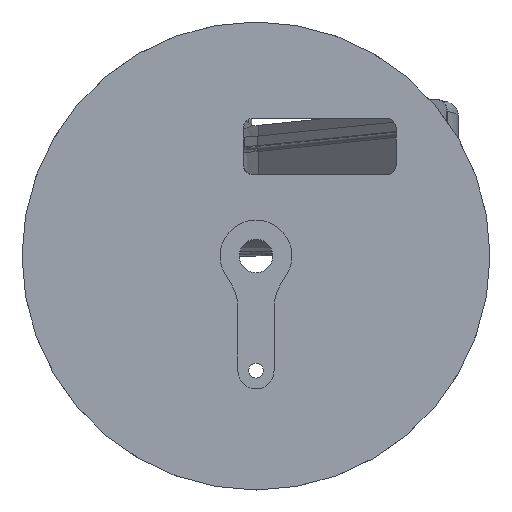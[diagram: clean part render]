
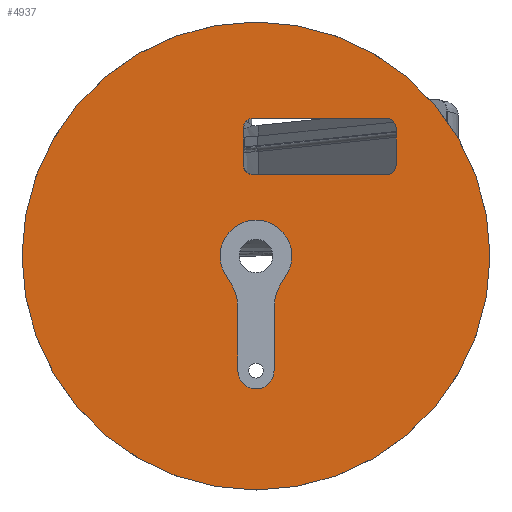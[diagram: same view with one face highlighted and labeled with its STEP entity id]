
A CAD part, front view. The second image highlights one B-rep face of the part: STEP entity #4937.
In plain terms, the highlighted planar face has unit normal (0, -1, 0).
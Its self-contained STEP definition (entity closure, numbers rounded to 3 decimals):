
#291=CARTESIAN_POINT('',(40.779,93.108,92.88));
#292=DIRECTION('',(0.,-1.,0.));
#293=DIRECTION('',(-1.,0.,-0.001));
#294=AXIS2_PLACEMENT_3D('',#291,#292,#293);
#299=CARTESIAN_POINT('',(40.779,93.108,92.88));
#300=DIRECTION('',(0.,-1.,0.));
#301=DIRECTION('',(1.,0.,0.001));
#302=AXIS2_PLACEMENT_3D('',#299,#300,#301);
#307=CARTESIAN_POINT('',(40.115,93.108,119.704));
#308=DIRECTION('',(0.,1.,0.));
#309=DIRECTION('',(-1.,0.,0.));
#310=AXIS2_PLACEMENT_3D('',#307,#308,#309);
#315=CARTESIAN_POINT('',(40.115,93.108,111.886));
#316=DIRECTION('',(0.,1.,0.));
#317=DIRECTION('',(0.,0.,-1.));
#318=AXIS2_PLACEMENT_3D('',#315,#316,#317);
#323=CARTESIAN_POINT('',(68.115,93.108,111.886));
#324=DIRECTION('',(0.,1.,0.));
#325=DIRECTION('',(1.,0.,0.));
#326=AXIS2_PLACEMENT_3D('',#323,#324,#325);
#331=CARTESIAN_POINT('',(68.115,93.108,119.704));
#332=DIRECTION('',(0.,1.,0.));
#333=DIRECTION('',(0.,0.,1.));
#334=AXIS2_PLACEMENT_3D('',#331,#332,#333);
#339=CARTESIAN_POINT('',(40.779,93.108,92.88));
#340=DIRECTION('',(0.,-1.,0.));
#341=DIRECTION('',(0.798,0.,-0.603));
#342=AXIS2_PLACEMENT_3D('',#339,#340,#341);
#347=CARTESIAN_POINT('',(26.003,93.108,81.706));
#348=DIRECTION('',(0.,-1.,0.));
#349=DIRECTION('',(1.,0.,0.));
#350=AXIS2_PLACEMENT_3D('',#347,#348,#349);
#355=DIRECTION('',(0.,0.,-1.));
#356=VECTOR('',#355,12.952);
#357=CARTESIAN_POINT('',(37.003,93.108,81.706));
#358=LINE('',#357,#356);
#362=CARTESIAN_POINT('',(40.703,93.108,68.755));
#363=DIRECTION('',(0.,-1.,0.));
#364=DIRECTION('',(-1.,0.,0.));
#365=AXIS2_PLACEMENT_3D('',#362,#363,#364);
#370=DIRECTION('',(1.,0.,0.));
#371=VECTOR('',#370,0.08);
#372=CARTESIAN_POINT('',(40.703,93.108,65.055));
#373=LINE('',#372,#371);
#377=CARTESIAN_POINT('',(40.783,93.108,68.825));
#378=DIRECTION('',(0.,-1.,0.));
#379=DIRECTION('',(0.,0.,-1.));
#380=AXIS2_PLACEMENT_3D('',#377,#378,#379);
#385=DIRECTION('',(0.,0.,1.));
#386=VECTOR('',#385,12.879);
#387=CARTESIAN_POINT('',(44.553,93.108,68.825));
#388=LINE('',#387,#386);
#392=CARTESIAN_POINT('',(55.553,93.108,81.703));
#393=DIRECTION('',(0.,-1.,0.));
#394=DIRECTION('',(-0.798,0.,0.603));
#395=AXIS2_PLACEMENT_3D('',#392,#393,#394);
#400=DIRECTION('',(-1.,0.,0.));
#401=VECTOR('',#400,28.);
#402=CARTESIAN_POINT('',(68.115,93.108,121.704));
#403=LINE('',#402,#401);
#620=DIRECTION('',(0.,0.,1.));
#621=VECTOR('',#620,7.817);
#622=CARTESIAN_POINT('',(70.115,93.108,111.886));
#623=LINE('',#622,#621);
#688=DIRECTION('',(1.,0.,0.));
#689=VECTOR('',#688,28.);
#690=CARTESIAN_POINT('',(40.115,93.108,109.886));
#691=LINE('',#690,#689);
#768=DIRECTION('',(0.,0.,-1.));
#769=VECTOR('',#768,7.817);
#770=CARTESIAN_POINT('',(38.115,93.108,119.704));
#771=LINE('',#770,#769);
#4357=CARTESIAN_POINT('',(40.115,93.108,121.704));
#4358=VERTEX_POINT('',#4357);
#4359=CARTESIAN_POINT('',(38.115,93.108,119.704));
#4360=VERTEX_POINT('',#4359);
#4363=CARTESIAN_POINT('',(38.115,93.108,111.886));
#4364=VERTEX_POINT('',#4363);
#4369=CARTESIAN_POINT('',(40.115,93.108,109.886));
#4370=VERTEX_POINT('',#4369);
#4376=CARTESIAN_POINT('',(68.115,93.108,121.704));
#4377=VERTEX_POINT('',#4376);
#4378=CARTESIAN_POINT('',(68.115,93.108,109.886));
#4379=VERTEX_POINT('',#4378);
#4389=CARTESIAN_POINT('',(70.115,93.108,119.704));
#4390=VERTEX_POINT('',#4389);
#4391=CARTESIAN_POINT('',(70.115,93.108,111.886));
#4392=VERTEX_POINT('',#4391);
#4622=CARTESIAN_POINT('',(-8.221,93.108,92.855));
#4623=CARTESIAN_POINT('',(89.779,93.108,92.904));
#4624=VERTEX_POINT('',#4622);
#4625=VERTEX_POINT('',#4623);
#4684=CARTESIAN_POINT('',(46.781,93.108,88.34));
#4685=CARTESIAN_POINT('',(34.777,93.108,88.341));
#4686=VERTEX_POINT('',#4684);
#4687=VERTEX_POINT('',#4685);
#4688=CARTESIAN_POINT('',(37.003,93.108,81.706));
#4689=CARTESIAN_POINT('',(37.003,93.108,68.755));
#4690=VERTEX_POINT('',#4688);
#4691=VERTEX_POINT('',#4689);
#4692=CARTESIAN_POINT('',(40.703,93.108,65.055));
#4693=CARTESIAN_POINT('',(40.783,93.108,65.055));
#4694=VERTEX_POINT('',#4692);
#4695=VERTEX_POINT('',#4693);
#4696=CARTESIAN_POINT('',(44.553,93.108,68.825));
#4697=CARTESIAN_POINT('',(44.553,93.108,81.703));
#4698=VERTEX_POINT('',#4696);
#4699=VERTEX_POINT('',#4697);
#4892=CARTESIAN_POINT('',(40.779,93.108,92.88));
#4893=DIRECTION('',(0.,1.,0.));
#4894=DIRECTION('',(1.,0.,0.001));
#4895=AXIS2_PLACEMENT_3D('',#4892,#4893,#4894);
#4896=PLANE('',#4895);
#4897=ORIENTED_EDGE('',*,*,#4886,.F.);
#4898=ORIENTED_EDGE('',*,*,#4868,.F.);
#4899=EDGE_LOOP('',(#4897,#4898));
#4900=FACE_OUTER_BOUND('',#4899,.F.);
#4902=ORIENTED_EDGE('',*,*,#4901,.T.);
#4904=ORIENTED_EDGE('',*,*,#4903,.F.);
#4906=ORIENTED_EDGE('',*,*,#4905,.T.);
#4908=ORIENTED_EDGE('',*,*,#4907,.F.);
#4910=ORIENTED_EDGE('',*,*,#4909,.T.);
#4912=ORIENTED_EDGE('',*,*,#4911,.F.);
#4914=ORIENTED_EDGE('',*,*,#4913,.T.);
#4916=ORIENTED_EDGE('',*,*,#4915,.F.);
#4917=EDGE_LOOP('',(#4902,#4904,#4906,#4908,#4910,#4912,#4914,#4916));
#4918=FACE_BOUND('',#4917,.F.);
#4920=ORIENTED_EDGE('',*,*,#4919,.T.);
#4922=ORIENTED_EDGE('',*,*,#4921,.F.);
#4924=ORIENTED_EDGE('',*,*,#4923,.T.);
#4926=ORIENTED_EDGE('',*,*,#4925,.T.);
#4928=ORIENTED_EDGE('',*,*,#4927,.T.);
#4930=ORIENTED_EDGE('',*,*,#4929,.T.);
#4932=ORIENTED_EDGE('',*,*,#4931,.T.);
#4934=ORIENTED_EDGE('',*,*,#4933,.F.);
#4935=EDGE_LOOP('',(#4920,#4922,#4924,#4926,#4928,#4930,#4932,#4934));
#4936=FACE_BOUND('',#4935,.F.);
#295=CIRCLE('',#294,49.);
#303=CIRCLE('',#302,49.);
#311=CIRCLE('',#310,2.);
#319=CIRCLE('',#318,2.);
#327=CIRCLE('',#326,2.);
#335=CIRCLE('',#334,2.);
#343=CIRCLE('',#342,7.525);
#351=CIRCLE('',#350,11.);
#366=CIRCLE('',#365,3.7);
#381=CIRCLE('',#380,3.77);
#396=CIRCLE('',#395,11.);
#4868=EDGE_CURVE('',#4625,#4624,#303,.T.);
#4886=EDGE_CURVE('',#4624,#4625,#295,.T.);
#4901=EDGE_CURVE('',#4377,#4358,#403,.T.);
#4903=EDGE_CURVE('',#4360,#4358,#311,.T.);
#4905=EDGE_CURVE('',#4360,#4364,#771,.T.);
#4907=EDGE_CURVE('',#4370,#4364,#319,.T.);
#4909=EDGE_CURVE('',#4370,#4379,#691,.T.);
#4911=EDGE_CURVE('',#4392,#4379,#327,.T.);
#4913=EDGE_CURVE('',#4392,#4390,#623,.T.);
#4915=EDGE_CURVE('',#4377,#4390,#335,.T.);
#4919=EDGE_CURVE('',#4686,#4687,#343,.T.);
#4921=EDGE_CURVE('',#4690,#4687,#351,.T.);
#4923=EDGE_CURVE('',#4690,#4691,#358,.T.);
#4925=EDGE_CURVE('',#4691,#4694,#366,.T.);
#4927=EDGE_CURVE('',#4694,#4695,#373,.T.);
#4929=EDGE_CURVE('',#4695,#4698,#381,.T.);
#4931=EDGE_CURVE('',#4698,#4699,#388,.T.);
#4933=EDGE_CURVE('',#4686,#4699,#396,.T.);
#4937=ADVANCED_FACE('',(#4900,#4918,#4936),#4896,.F.);
